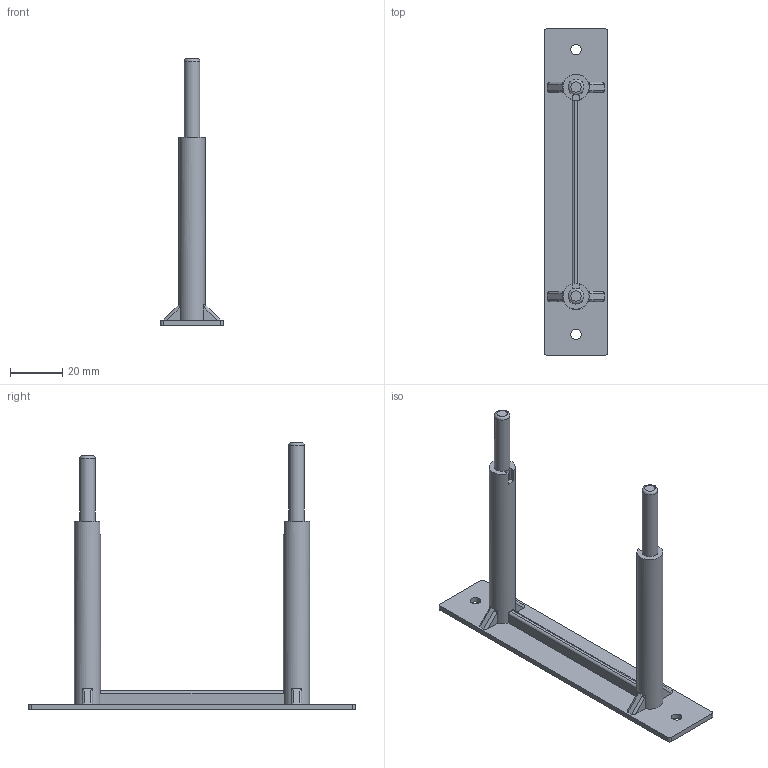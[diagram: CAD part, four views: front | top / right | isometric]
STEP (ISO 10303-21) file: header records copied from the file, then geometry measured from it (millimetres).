
FILE_DESCRIPTION(('STEP AP242'), '1');
FILE_NAME('itemStandForFrontCarBody', '', ('UNSPECIFIED'), ('UNSPECIFIED'), 'C3D Converter', 'C3D Toolkit', '');
FILE_SCHEMA(('AP242_MANAGED_MODEL_BASED_3D_ENGINEERING_MIM_LF { 1 0 10303 442 1 1 4 }'));
Length unit declared in the file: millimetre
Bounding box: 24 x 125 x 102 mm (x, y, z)
Volume: 19743.5 mm3; surface area: 12730.9 mm2
Topology: 1 solids, 1 shells, 75 faces, 198 edges, 126 vertices
Faces by surface type: plane 41, cylinder 24, bspline 8, torus 2
Full cylindrical faces by diameter (mm): 4 x2, 6 x2, 10 x2
Entity records: 6233 total; most frequent: CARTESIAN_POINT 4388, ORIENTED_EDGE 380, DIRECTION 364, EDGE_CURVE 190, AXIS2_PLACEMENT_3D 126, VERTEX_POINT 126, LINE 112, VECTOR 112
